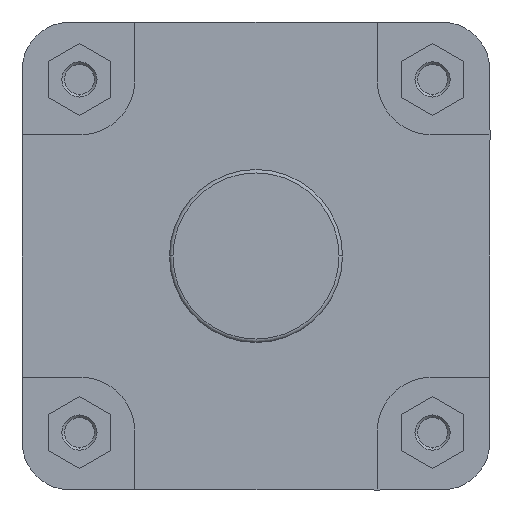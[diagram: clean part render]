
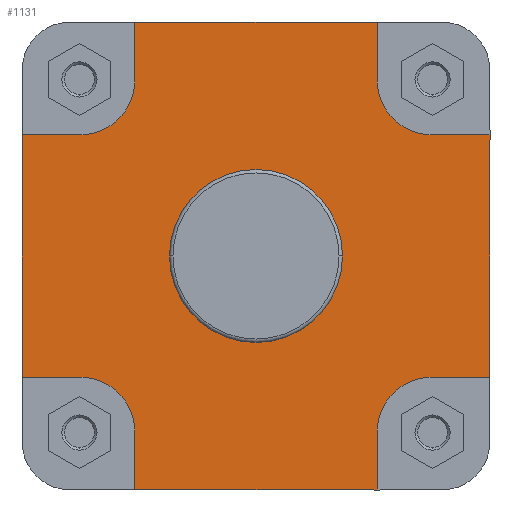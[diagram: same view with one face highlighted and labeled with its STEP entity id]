
A CAD part, left-side view. The second image highlights one B-rep face of the part: STEP entity #1131.
In plain terms, the highlighted planar face has unit normal (-1, 0, 0).
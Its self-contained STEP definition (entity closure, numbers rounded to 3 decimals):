
#463 = FACE_BOUND ( 'NONE', #1355, .T. ) ;
#466 = FACE_OUTER_BOUND ( 'NONE', #1302, .T. ) ;
#1131 = ADVANCED_FACE ( 'NONE', ( #463, #466 ), #1550, .F. ) ;
#1302 = EDGE_LOOP ( 'NONE', ( #4977, #4975, #4973, #4971, #4970, #4968, #4966, #4964, #4962, #4960, #4958, #4957, #4955, #4953, #4951, #4949 ) ) ;
#1355 = EDGE_LOOP ( 'NONE', ( #4981, #4979 ) ) ;
#1548 = DIRECTION ( 'NONE',  ( 0., 1., 0. ) ) ;
#1549 = DIRECTION ( 'NONE',  ( 1., 0., 0. ) ) ;
#1550 = PLANE ( 'NONE',  #5760 ) ;
#1551 = CARTESIAN_POINT ( 'NONE',  ( 14., 49.9, 0. ) ) ;
#2605 = CARTESIAN_POINT ( 'NONE',  ( 14., 101., -70. ) ) ;
#2606 = CARTESIAN_POINT ( 'NONE',  ( 14., 135., 0. ) ) ;
#2607 = DIRECTION ( 'NONE',  ( 0., 1., 0. ) ) ;
#2611 = DIRECTION ( 'NONE',  ( 0., 0., 1. ) ) ;
#2613 = CARTESIAN_POINT ( 'NONE',  ( 14., 135., 70. ) ) ;
#2614 = DIRECTION ( 'NONE',  ( 0., -1., 0. ) ) ;
#2615 = CARTESIAN_POINT ( 'NONE',  ( 14., 101., 101. ) ) ;
#2617 = DIRECTION ( 'NONE',  ( -1., 0., 0. ) ) ;
#2618 = DIRECTION ( 'NONE',  ( 0., 0., 1. ) ) ;
#2620 = CARTESIAN_POINT ( 'NONE',  ( 14., 70., 101. ) ) ;
#2621 = CARTESIAN_POINT ( 'NONE',  ( 14., -297.141, 135. ) ) ;
#2622 = DIRECTION ( 'NONE',  ( 0., 0., 1. ) ) ;
#2629 = DIRECTION ( 'NONE',  ( 0., -1., 0. ) ) ;
#2640 = CARTESIAN_POINT ( 'NONE',  ( 14., -70., 135. ) ) ;
#2642 = CARTESIAN_POINT ( 'NONE',  ( 14., -101., 101. ) ) ;
#2647 = DIRECTION ( 'NONE',  ( 0., 0., -1. ) ) ;
#2649 = CARTESIAN_POINT ( 'NONE',  ( 14., -101., 70. ) ) ;
#2650 = DIRECTION ( 'NONE',  ( -1., 0., 0. ) ) ;
#2651 = DIRECTION ( 'NONE',  ( 0., -1., 0. ) ) ;
#2656 = DIRECTION ( 'NONE',  ( 0., -1., 0. ) ) ;
#2658 = CARTESIAN_POINT ( 'NONE',  ( 14., -135., 0. ) ) ;
#2660 = DIRECTION ( 'NONE',  ( -1., 0., 0. ) ) ;
#2661 = CARTESIAN_POINT ( 'NONE',  ( 14., -135., -70. ) ) ;
#2665 = DIRECTION ( 'NONE',  ( 0., 0., 1. ) ) ;
#2666 = CARTESIAN_POINT ( 'NONE',  ( 14., -101., -101. ) ) ;
#2667 = DIRECTION ( 'NONE',  ( 0., 1., 0. ) ) ;
#2668 = DIRECTION ( 'NONE',  ( 0., 0., -1. ) ) ;
#2670 = CARTESIAN_POINT ( 'NONE',  ( 14., -297.141, -135. ) ) ;
#2671 = CARTESIAN_POINT ( 'NONE',  ( 14., 0., 0. ) ) ;
#2672 = DIRECTION ( 'NONE',  ( 0., -1., 0. ) ) ;
#2676 = CARTESIAN_POINT ( 'NONE',  ( 14., 101., -101. ) ) ;
#2678 = DIRECTION ( 'NONE',  ( -1., 0., 0. ) ) ;
#2679 = DIRECTION ( 'NONE',  ( -1., 0., 0. ) ) ;
#2680 = DIRECTION ( 'NONE',  ( 0., 1., 0. ) ) ;
#2683 = DIRECTION ( 'NONE',  ( 0., -1., 0. ) ) ;
#2684 = CARTESIAN_POINT ( 'NONE',  ( 14., -70., -101. ) ) ;
#2689 = DIRECTION ( 'NONE',  ( 0., 0., -1. ) ) ;
#2708 = CARTESIAN_POINT ( 'NONE',  ( 14., 70., -135. ) ) ;
#2709 = DIRECTION ( 'NONE',  ( 0., 0., 1. ) ) ;
#2944 = VECTOR ( 'NONE', #2611, 1000. ) ;
#2946 = LINE ( 'NONE', #2605, #2947 ) ;
#2947 = VECTOR ( 'NONE', #2607, 1000. ) ;
#2949 = LINE ( 'NONE', #2613, #2950 ) ;
#2950 = VECTOR ( 'NONE', #2614, 1000. ) ;
#2951 = LINE ( 'NONE', #2606, #2944 ) ;
#2956 = LINE ( 'NONE', #2620, #2960 ) ;
#2959 = CIRCLE ( 'NONE', #5963, 31. ) ;
#2960 = VECTOR ( 'NONE', #2622, 1000. ) ;
#2963 = LINE ( 'NONE', #2621, #2965 ) ;
#2964 = VECTOR ( 'NONE', #2647, 1000. ) ;
#2965 = VECTOR ( 'NONE', #2629, 1000. ) ;
#2973 = LINE ( 'NONE', #2640, #2964 ) ;
#2982 = CIRCLE ( 'NONE', #5964, 31. ) ;
#2984 = VECTOR ( 'NONE', #2656, 1000. ) ;
#2985 = LINE ( 'NONE', #2649, #2984 ) ;
#2988 = VECTOR ( 'NONE', #2665, 1000. ) ;
#2989 = LINE ( 'NONE', #2661, #2990 ) ;
#2990 = VECTOR ( 'NONE', #2667, 1000. ) ;
#2991 = LINE ( 'NONE', #2658, #2988 ) ;
#2994 = LINE ( 'NONE', #2670, #2998 ) ;
#2997 = CIRCLE ( 'NONE', #5965, 31. ) ;
#2998 = VECTOR ( 'NONE', #2672, 1000. ) ;
#2999 = VECTOR ( 'NONE', #2689, 1000. ) ;
#3003 = CIRCLE ( 'NONE', #5969, 31. ) ;
#3005 = CIRCLE ( 'NONE', #5967, 49.9 ) ;
#3007 = LINE ( 'NONE', #2684, #2999 ) ;
#3016 = LINE ( 'NONE', #2708, #3021 ) ;
#3021 = VECTOR ( 'NONE', #2709, 1000. ) ;
#3276 = CIRCLE ( 'NONE', #6042, 49.9 ) ;
#3748 = CARTESIAN_POINT ( 'NONE',  ( 14., 0., 0. ) ) ;
#3752 = DIRECTION ( 'NONE',  ( -1., 0., 0. ) ) ;
#3753 = DIRECTION ( 'NONE',  ( 0., -1., 0. ) ) ;
#4024 = CARTESIAN_POINT ( 'NONE',  ( 14., 70., 135. ) ) ;
#4059 = CARTESIAN_POINT ( 'NONE',  ( 14., -70., -101. ) ) ;
#4068 = CARTESIAN_POINT ( 'NONE',  ( 14., 70., -135. ) ) ;
#4099 = CARTESIAN_POINT ( 'NONE',  ( 14., -135., 70. ) ) ;
#4109 = CARTESIAN_POINT ( 'NONE',  ( 14., -70., 135. ) ) ;
#4150 = CARTESIAN_POINT ( 'NONE',  ( 14., 49.9, 0. ) ) ;
#4151 = CARTESIAN_POINT ( 'NONE',  ( 14., -49.9, 0. ) ) ;
#4165 = CARTESIAN_POINT ( 'NONE',  ( 14., -101., 70. ) ) ;
#4173 = CARTESIAN_POINT ( 'NONE',  ( 14., 70., -101. ) ) ;
#4180 = CARTESIAN_POINT ( 'NONE',  ( 14., 135., 70. ) ) ;
#4181 = CARTESIAN_POINT ( 'NONE',  ( 14., -70., 101. ) ) ;
#4182 = CARTESIAN_POINT ( 'NONE',  ( 14., 101., -70. ) ) ;
#4184 = CARTESIAN_POINT ( 'NONE',  ( 14., 101., 70. ) ) ;
#4186 = CARTESIAN_POINT ( 'NONE',  ( 14., -101., -70. ) ) ;
#4187 = CARTESIAN_POINT ( 'NONE',  ( 14., 70., 101. ) ) ;
#4193 = CARTESIAN_POINT ( 'NONE',  ( 14., 135., -70. ) ) ;
#4197 = CARTESIAN_POINT ( 'NONE',  ( 14., -135., -70. ) ) ;
#4215 = CARTESIAN_POINT ( 'NONE',  ( 14., -70., -135. ) ) ;
#4949 = ORIENTED_EDGE ( 'NONE', *, *, #5080, .F. ) ;
#4951 = ORIENTED_EDGE ( 'NONE', *, *, #5084, .F. ) ;
#4953 = ORIENTED_EDGE ( 'NONE', *, *, #5087, .F. ) ;
#4955 = ORIENTED_EDGE ( 'NONE', *, *, #5091, .F. ) ;
#4957 = ORIENTED_EDGE ( 'NONE', *, *, #5095, .F. ) ;
#4958 = ORIENTED_EDGE ( 'NONE', *, *, #5102, .F. ) ;
#4960 = ORIENTED_EDGE ( 'NONE', *, *, #5119, .F. ) ;
#4962 = ORIENTED_EDGE ( 'NONE', *, *, #5121, .F. ) ;
#4964 = ORIENTED_EDGE ( 'NONE', *, *, #5128, .F. ) ;
#4966 = ORIENTED_EDGE ( 'NONE', *, *, #5134, .T. ) ;
#4968 = ORIENTED_EDGE ( 'NONE', *, *, #5136, .F. ) ;
#4970 = ORIENTED_EDGE ( 'NONE', *, *, #5139, .F. ) ;
#4971 = ORIENTED_EDGE ( 'NONE', *, *, #5158, .F. ) ;
#4973 = ORIENTED_EDGE ( 'NONE', *, *, #5143, .T. ) ;
#4975 = ORIENTED_EDGE ( 'NONE', *, *, #5175, .F. ) ;
#4977 = ORIENTED_EDGE ( 'NONE', *, *, #5149, .F. ) ;
#4979 = ORIENTED_EDGE ( 'NONE', *, *, #5152, .F. ) ;
#4981 = ORIENTED_EDGE ( 'NONE', *, *, #5522, .F. ) ;
#5080 = EDGE_CURVE ( 'NONE', #7097, #7108, #2946, .T. ) ;
#5084 = EDGE_CURVE ( 'NONE', #7108, #7095, #2951, .T. ) ;
#5087 = EDGE_CURVE ( 'NONE', #7095, #7099, #2949, .T. ) ;
#5091 = EDGE_CURVE ( 'NONE', #7099, #7102, #2959, .T. ) ;
#5095 = EDGE_CURVE ( 'NONE', #7102, #6512, #2956, .T. ) ;
#5102 = EDGE_CURVE ( 'NONE', #6512, #6832, #2963, .T. ) ;
#5119 = EDGE_CURVE ( 'NONE', #6832, #7096, #2973, .T. ) ;
#5121 = EDGE_CURVE ( 'NONE', #7096, #7079, #2982, .T. ) ;
#5128 = EDGE_CURVE ( 'NONE', #7079, #6796, #2985, .T. ) ;
#5134 = EDGE_CURVE ( 'NONE', #7112, #6796, #2991, .T. ) ;
#5136 = EDGE_CURVE ( 'NONE', #7112, #7101, #2989, .T. ) ;
#5139 = EDGE_CURVE ( 'NONE', #7101, #6629, #2997, .T. ) ;
#5143 = EDGE_CURVE ( 'NONE', #6644, #7130, #2994, .T. ) ;
#5149 = EDGE_CURVE ( 'NONE', #7088, #7097, #3003, .T. ) ;
#5152 = EDGE_CURVE ( 'NONE', #7064, #7065, #3005, .T. ) ;
#5158 = EDGE_CURVE ( 'NONE', #6629, #7130, #3007, .T. ) ;
#5175 = EDGE_CURVE ( 'NONE', #6644, #7088, #3016, .T. ) ;
#5522 = EDGE_CURVE ( 'NONE', #7065, #7064, #3276, .T. ) ;
#5760 = AXIS2_PLACEMENT_3D ( 'NONE', #1551, #1549, #1548 ) ;
#5963 = AXIS2_PLACEMENT_3D ( 'NONE', #2615, #2617, #2618 ) ;
#5964 = AXIS2_PLACEMENT_3D ( 'NONE', #2642, #2650, #2651 ) ;
#5965 = AXIS2_PLACEMENT_3D ( 'NONE', #2666, #2660, #2668 ) ;
#5967 = AXIS2_PLACEMENT_3D ( 'NONE', #2671, #2678, #2683 ) ;
#5969 = AXIS2_PLACEMENT_3D ( 'NONE', #2676, #2679, #2680 ) ;
#6042 = AXIS2_PLACEMENT_3D ( 'NONE', #3748, #3752, #3753 ) ;
#6512 = VERTEX_POINT ( 'NONE', #4024 ) ;
#6629 = VERTEX_POINT ( 'NONE', #4059 ) ;
#6644 = VERTEX_POINT ( 'NONE', #4068 ) ;
#6796 = VERTEX_POINT ( 'NONE', #4099 ) ;
#6832 = VERTEX_POINT ( 'NONE', #4109 ) ;
#7064 = VERTEX_POINT ( 'NONE', #4150 ) ;
#7065 = VERTEX_POINT ( 'NONE', #4151 ) ;
#7079 = VERTEX_POINT ( 'NONE', #4165 ) ;
#7088 = VERTEX_POINT ( 'NONE', #4173 ) ;
#7095 = VERTEX_POINT ( 'NONE', #4180 ) ;
#7096 = VERTEX_POINT ( 'NONE', #4181 ) ;
#7097 = VERTEX_POINT ( 'NONE', #4182 ) ;
#7099 = VERTEX_POINT ( 'NONE', #4184 ) ;
#7101 = VERTEX_POINT ( 'NONE', #4186 ) ;
#7102 = VERTEX_POINT ( 'NONE', #4187 ) ;
#7108 = VERTEX_POINT ( 'NONE', #4193 ) ;
#7112 = VERTEX_POINT ( 'NONE', #4197 ) ;
#7130 = VERTEX_POINT ( 'NONE', #4215 ) ;
